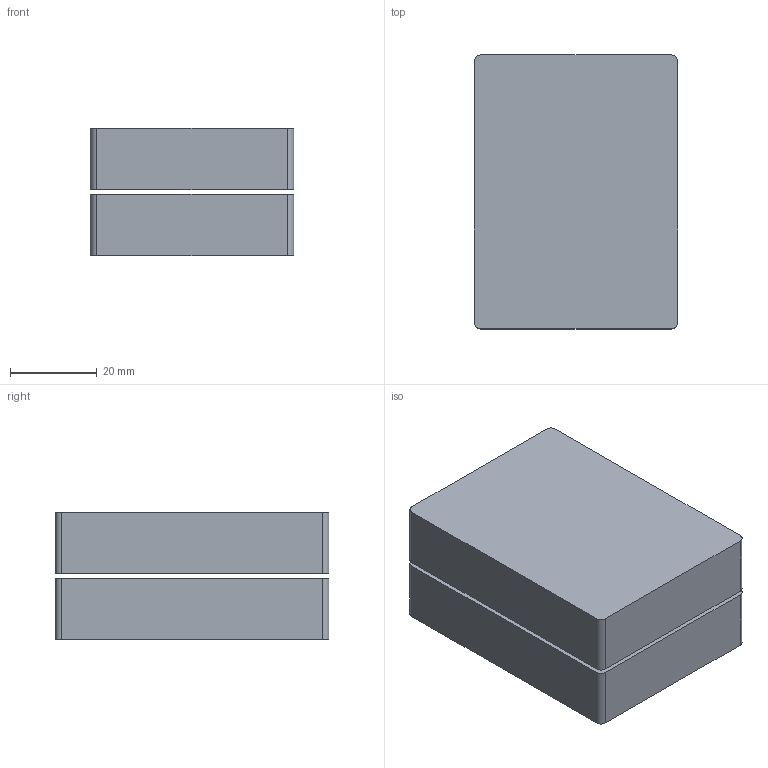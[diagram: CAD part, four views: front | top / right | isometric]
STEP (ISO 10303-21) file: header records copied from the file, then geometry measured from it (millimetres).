
FILE_DESCRIPTION(/* description */ (''),/* implementation_level */ '2;1');
FILE_NAME(/* name */ 'AQS-Simple-Case-v5.step',/* time_stamp */ '2024-01-16T08:38:46+11:00',/* author */ (''),/* organization */ (''),/* preprocessor_version */ 'ST-DEVELOPER v20',/* originating_system */ 'Autodesk Translation Framework v12.14.0.127',/* authorisation */ '');
FILE_SCHEMA (('AUTOMOTIVE_DESIGN { 1 0 10303 214 3 1 1 }'));
Length unit declared in the file: millimetre
Products named in the file (1): AQS Simple Case
Bounding box: 46.8 x 63 x 29.4 mm (x, y, z)
Volume: 16413.1 mm3; surface area: 26242.8 mm2
Topology: 2 solids, 2 shells, 133 faces, 387 edges, 258 vertices
Faces by surface type: plane 91, cylinder 42
Full cylindrical faces by diameter (mm): 3 x4
Entity records: 4451 total; most frequent: CARTESIAN_POINT 801, ORIENTED_EDGE 774, DIRECTION 737, EDGE_CURVE 387, LINE 301, VECTOR 301, VERTEX_POINT 258, AXIS2_PLACEMENT_3D 218
